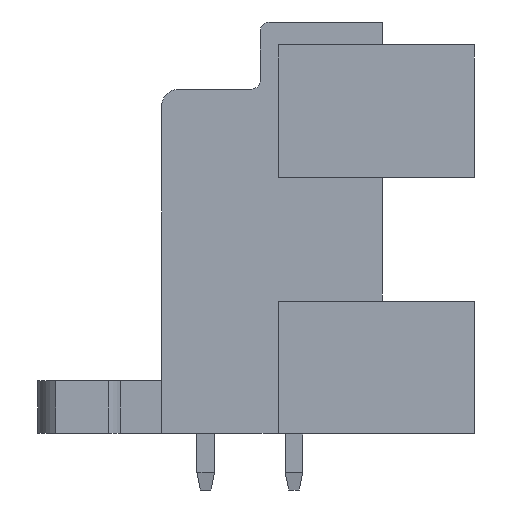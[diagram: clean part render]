
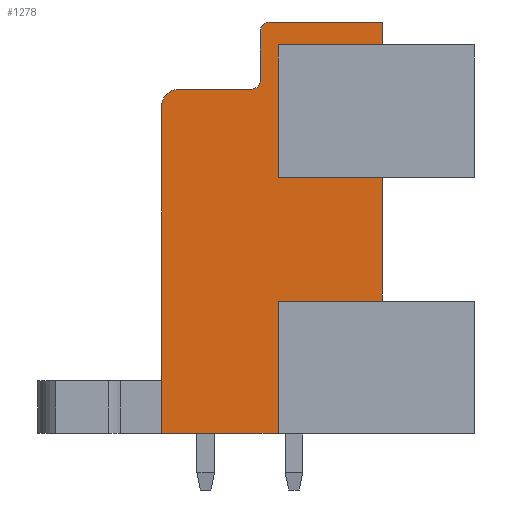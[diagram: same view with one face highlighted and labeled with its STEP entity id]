
A CAD part, left-side view. The second image highlights one B-rep face of the part: STEP entity #1278.
In plain terms, the highlighted planar face has unit normal (-1, 0, 0).
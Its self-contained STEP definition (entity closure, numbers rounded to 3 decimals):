
#1177=AXIS2_PLACEMENT_3D('Plane Axis2P3D',#1174,#1175,#1176) ;
#1218=AXIS2_PLACEMENT_3D('Circle Axis2P3D',#1216,#1217,$) ;
#1232=AXIS2_PLACEMENT_3D('Circle Axis2P3D',#1230,#1231,$) ;
#1246=AXIS2_PLACEMENT_3D('Circle Axis2P3D',#1244,#1245,$) ;
#211=CARTESIAN_POINT('Vertex',(3.5,11.1,3.2)) ;
#214=CARTESIAN_POINT('Line Origine',(3.5,14.4,3.2)) ;
#218=CARTESIAN_POINT('Vertex',(3.5,17.7,3.2)) ;
#774=CARTESIAN_POINT('Vertex',(3.5,5.2,10.7)) ;
#777=CARTESIAN_POINT('Line Origine',(3.5,8.15,10.7)) ;
#781=CARTESIAN_POINT('Vertex',(3.5,11.1,10.7)) ;
#1042=CARTESIAN_POINT('Line Origine',(3.5,11.1,6.95)) ;
#1174=CARTESIAN_POINT('Axis2P3D Location',(3.5,0.,0.)) ;
#1179=CARTESIAN_POINT('Line Origine',(3.5,8.15,17.7)) ;
#1183=CARTESIAN_POINT('Vertex',(3.5,11.1,17.7)) ;
#1185=CARTESIAN_POINT('Vertex',(3.5,5.2,17.7)) ;
#1188=CARTESIAN_POINT('Line Origine',(3.5,11.1,21.45)) ;
#1192=CARTESIAN_POINT('Vertex',(3.5,11.1,25.2)) ;
#1195=CARTESIAN_POINT('Line Origine',(3.5,8.15,25.2)) ;
#1199=CARTESIAN_POINT('Vertex',(3.5,5.2,25.2)) ;
#1202=CARTESIAN_POINT('Line Origine',(3.5,5.2,25.85)) ;
#1206=CARTESIAN_POINT('Vertex',(3.5,5.2,26.5)) ;
#1209=CARTESIAN_POINT('Line Origine',(3.5,8.4,26.5)) ;
#1213=CARTESIAN_POINT('Vertex',(3.5,11.6,26.5)) ;
#1216=CARTESIAN_POINT('Axis2P3D Location',(3.5,11.6,26.)) ;
#1220=CARTESIAN_POINT('Vertex',(3.5,12.1,26.)) ;
#1223=CARTESIAN_POINT('Line Origine',(3.5,12.1,24.6)) ;
#1227=CARTESIAN_POINT('Vertex',(3.5,12.1,23.2)) ;
#1230=CARTESIAN_POINT('Axis2P3D Location',(3.5,12.6,23.2)) ;
#1234=CARTESIAN_POINT('Vertex',(3.5,12.6,22.7)) ;
#1237=CARTESIAN_POINT('Line Origine',(3.5,14.65,22.7)) ;
#1241=CARTESIAN_POINT('Vertex',(3.5,16.7,22.7)) ;
#1244=CARTESIAN_POINT('Axis2P3D Location',(3.5,16.7,21.7)) ;
#1248=CARTESIAN_POINT('Vertex',(3.5,17.7,21.7)) ;
#1251=CARTESIAN_POINT('Line Origine',(3.5,17.7,12.45)) ;
#1256=CARTESIAN_POINT('Line Origine',(3.5,5.2,14.2)) ;
#215=DIRECTION('Vector Direction',(0.,1.,0.)) ;
#778=DIRECTION('Vector Direction',(0.,-1.,0.)) ;
#1043=DIRECTION('Vector Direction',(0.,0.,1.)) ;
#1175=DIRECTION('Axis2P3D Direction',(-1.,0.,0.)) ;
#1176=DIRECTION('Axis2P3D XDirection',(0.,-1.,0.)) ;
#1180=DIRECTION('Vector Direction',(0.,1.,0.)) ;
#1189=DIRECTION('Vector Direction',(0.,0.,1.)) ;
#1196=DIRECTION('Vector Direction',(0.,-1.,0.)) ;
#1203=DIRECTION('Vector Direction',(0.,0.,-1.)) ;
#1210=DIRECTION('Vector Direction',(0.,-1.,0.)) ;
#1217=DIRECTION('Axis2P3D Direction',(-1.,0.,0.)) ;
#1224=DIRECTION('Vector Direction',(0.,0.,1.)) ;
#1231=DIRECTION('Axis2P3D Direction',(-1.,0.,0.)) ;
#1238=DIRECTION('Vector Direction',(0.,-1.,0.)) ;
#1245=DIRECTION('Axis2P3D Direction',(-1.,0.,0.)) ;
#1252=DIRECTION('Vector Direction',(0.,0.,1.)) ;
#1257=DIRECTION('Vector Direction',(0.,0.,-1.)) ;
#216=VECTOR('Line Direction',#215,1.) ;
#779=VECTOR('Line Direction',#778,1.) ;
#1044=VECTOR('Line Direction',#1043,1.) ;
#1181=VECTOR('Line Direction',#1180,1.) ;
#1190=VECTOR('Line Direction',#1189,1.) ;
#1197=VECTOR('Line Direction',#1196,1.) ;
#1204=VECTOR('Line Direction',#1203,1.) ;
#1211=VECTOR('Line Direction',#1210,1.) ;
#1225=VECTOR('Line Direction',#1224,1.) ;
#1239=VECTOR('Line Direction',#1238,1.) ;
#1253=VECTOR('Line Direction',#1252,1.) ;
#1258=VECTOR('Line Direction',#1257,1.) ;
#1262=ORIENTED_EDGE('',*,*,#1187,.F.) ;
#1263=ORIENTED_EDGE('',*,*,#1194,.F.) ;
#1264=ORIENTED_EDGE('',*,*,#1201,.F.) ;
#1265=ORIENTED_EDGE('',*,*,#1208,.T.) ;
#1266=ORIENTED_EDGE('',*,*,#1215,.T.) ;
#1267=ORIENTED_EDGE('',*,*,#1222,.T.) ;
#1268=ORIENTED_EDGE('',*,*,#1229,.T.) ;
#1269=ORIENTED_EDGE('',*,*,#1236,.T.) ;
#1270=ORIENTED_EDGE('',*,*,#1243,.T.) ;
#1271=ORIENTED_EDGE('',*,*,#1250,.T.) ;
#1272=ORIENTED_EDGE('',*,*,#1255,.T.) ;
#1273=ORIENTED_EDGE('',*,*,#220,.T.) ;
#1274=ORIENTED_EDGE('',*,*,#1046,.F.) ;
#1275=ORIENTED_EDGE('',*,*,#783,.F.) ;
#1276=ORIENTED_EDGE('',*,*,#1260,.T.) ;
#1278=ADVANCED_FACE('Housing',(#1277),#1178,.T.) ;
#1219=CIRCLE('generated circle',#1218,0.5) ;
#1233=CIRCLE('generated circle',#1232,0.5) ;
#1247=CIRCLE('generated circle',#1246,1.) ;
#220=EDGE_CURVE('',#219,#212,#217,.F.) ;
#783=EDGE_CURVE('',#775,#782,#780,.F.) ;
#1046=EDGE_CURVE('',#782,#212,#1045,.F.) ;
#1187=EDGE_CURVE('',#1184,#1186,#1182,.F.) ;
#1194=EDGE_CURVE('',#1193,#1184,#1191,.F.) ;
#1201=EDGE_CURVE('',#1200,#1193,#1198,.F.) ;
#1208=EDGE_CURVE('',#1200,#1207,#1205,.F.) ;
#1215=EDGE_CURVE('',#1207,#1214,#1212,.F.) ;
#1222=EDGE_CURVE('',#1214,#1221,#1219,.T.) ;
#1229=EDGE_CURVE('',#1221,#1228,#1226,.F.) ;
#1236=EDGE_CURVE('',#1228,#1235,#1233,.F.) ;
#1243=EDGE_CURVE('',#1235,#1242,#1240,.F.) ;
#1250=EDGE_CURVE('',#1242,#1249,#1247,.T.) ;
#1255=EDGE_CURVE('',#1249,#219,#1254,.F.) ;
#1260=EDGE_CURVE('',#775,#1186,#1259,.F.) ;
#1261=EDGE_LOOP('',(#1262,#1263,#1264,#1265,#1266,#1267,#1268,#1269,#1270,#1271,#1272,#1273,#1274,#1275,#1276)) ;
#1277=FACE_OUTER_BOUND('',#1261,.T.) ;
#217=LINE('Line',#214,#216) ;
#780=LINE('Line',#777,#779) ;
#1045=LINE('Line',#1042,#1044) ;
#1182=LINE('Line',#1179,#1181) ;
#1191=LINE('Line',#1188,#1190) ;
#1198=LINE('Line',#1195,#1197) ;
#1205=LINE('Line',#1202,#1204) ;
#1212=LINE('Line',#1209,#1211) ;
#1226=LINE('Line',#1223,#1225) ;
#1240=LINE('Line',#1237,#1239) ;
#1254=LINE('Line',#1251,#1253) ;
#1259=LINE('Line',#1256,#1258) ;
#1178=PLANE('',#1177) ;
#212=VERTEX_POINT('',#211) ;
#219=VERTEX_POINT('',#218) ;
#775=VERTEX_POINT('',#774) ;
#782=VERTEX_POINT('',#781) ;
#1184=VERTEX_POINT('',#1183) ;
#1186=VERTEX_POINT('',#1185) ;
#1193=VERTEX_POINT('',#1192) ;
#1200=VERTEX_POINT('',#1199) ;
#1207=VERTEX_POINT('',#1206) ;
#1214=VERTEX_POINT('',#1213) ;
#1221=VERTEX_POINT('',#1220) ;
#1228=VERTEX_POINT('',#1227) ;
#1235=VERTEX_POINT('',#1234) ;
#1242=VERTEX_POINT('',#1241) ;
#1249=VERTEX_POINT('',#1248) ;
